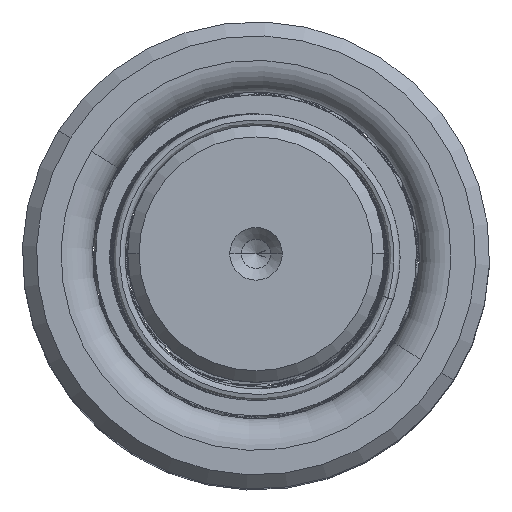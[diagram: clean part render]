
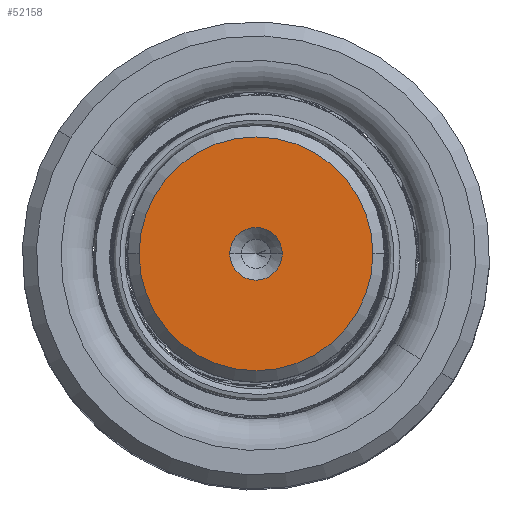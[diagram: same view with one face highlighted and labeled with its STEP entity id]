
A CAD part, top view. The second image highlights one B-rep face of the part: STEP entity #52158.
In plain terms, the highlighted planar face has unit normal (0, 0, 1).
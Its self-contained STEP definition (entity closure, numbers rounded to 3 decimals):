
#5286 = AXIS2_PLACEMENT_3D ( 'NONE', #27971, #7051, #36715 ) ;
#7014 = EDGE_CURVE ( 'NONE', #33581, #16948, #53588, .T. ) ;
#7051 = DIRECTION ( 'NONE',  ( 0., 0., 1. ) ) ;
#8067 = AXIS2_PLACEMENT_3D ( 'NONE', #19220, #40073, #23162 ) ;
#8558 = EDGE_LOOP ( 'NONE', ( #34793, #52404 ) ) ;
#8680 = VERTEX_POINT ( 'NONE', #26951 ) ;
#10614 = FACE_OUTER_BOUND ( 'NONE', #25067, .T. ) ;
#10799 = CARTESIAN_POINT ( 'NONE',  ( 0., 0., 140. ) ) ;
#11239 = CARTESIAN_POINT ( 'NONE',  ( 10.009, 0., 140. ) ) ;
#13555 = ORIENTED_EDGE ( 'NONE', *, *, #41196, .T. ) ;
#14249 = AXIS2_PLACEMENT_3D ( 'NONE', #36934, #28197, #15149 ) ;
#15117 = AXIS2_PLACEMENT_3D ( 'NONE', #37489, #27807, #29320 ) ;
#15149 = DIRECTION ( 'NONE',  ( 1., 0., 0. ) ) ;
#15192 = AXIS2_PLACEMENT_3D ( 'NONE', #10799, #40599, #32465 ) ;
#16948 = VERTEX_POINT ( 'NONE', #30892 ) ;
#19220 = CARTESIAN_POINT ( 'NONE',  ( 0., 0., 140. ) ) ;
#23162 = DIRECTION ( 'NONE',  ( 1., 0., 0. ) ) ;
#25067 = EDGE_LOOP ( 'NONE', ( #13555, #46575 ) ) ;
#25478 = CIRCLE ( 'NONE', #15192, 10.009 ) ;
#26951 = CARTESIAN_POINT ( 'NONE',  ( -10.009, 0., 140. ) ) ;
#27807 = DIRECTION ( 'NONE',  ( 0., 0., 1. ) ) ;
#27971 = CARTESIAN_POINT ( 'NONE',  ( 0., 0., 140. ) ) ;
#28197 = DIRECTION ( 'NONE',  ( 0., 0., 1. ) ) ;
#29320 = DIRECTION ( 'NONE',  ( 1., 0., 0. ) ) ;
#30892 = CARTESIAN_POINT ( 'NONE',  ( 2.25, 0., 140. ) ) ;
#32465 = DIRECTION ( 'NONE',  ( 1., 0., 0. ) ) ;
#33581 = VERTEX_POINT ( 'NONE', #36573 ) ;
#33994 = EDGE_CURVE ( 'NONE', #16948, #33581, #51939, .T. ) ;
#34793 = ORIENTED_EDGE ( 'NONE', *, *, #33994, .F. ) ;
#36573 = CARTESIAN_POINT ( 'NONE',  ( -2.25, 0., 140. ) ) ;
#36715 = DIRECTION ( 'NONE',  ( 1., 0., 0. ) ) ;
#36934 = CARTESIAN_POINT ( 'NONE',  ( 0., 0., 140. ) ) ;
#37136 = VERTEX_POINT ( 'NONE', #11239 ) ;
#37489 = CARTESIAN_POINT ( 'NONE',  ( 0., 0., 140. ) ) ;
#40073 = DIRECTION ( 'NONE',  ( 0., 0., 1. ) ) ;
#40599 = DIRECTION ( 'NONE',  ( 0., 0., 1. ) ) ;
#41196 = EDGE_CURVE ( 'NONE', #8680, #37136, #46175, .T. ) ;
#44141 = PLANE ( 'NONE',  #8067 ) ;
#46175 = CIRCLE ( 'NONE', #15117, 10.009 ) ;
#46575 = ORIENTED_EDGE ( 'NONE', *, *, #50032, .T. ) ;
#50032 = EDGE_CURVE ( 'NONE', #37136, #8680, #25478, .T. ) ;
#50558 = FACE_BOUND ( 'NONE', #8558, .T. ) ;
#51939 = CIRCLE ( 'NONE', #5286, 2.25 ) ;
#52158 = ADVANCED_FACE ( 'NONE', ( #50558, #10614 ), #44141, .T. ) ;
#52404 = ORIENTED_EDGE ( 'NONE', *, *, #7014, .F. ) ;
#53588 = CIRCLE ( 'NONE', #14249, 2.25 ) ;
